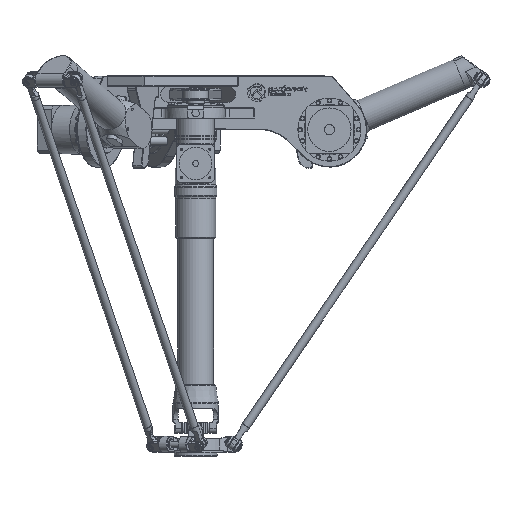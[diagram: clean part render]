
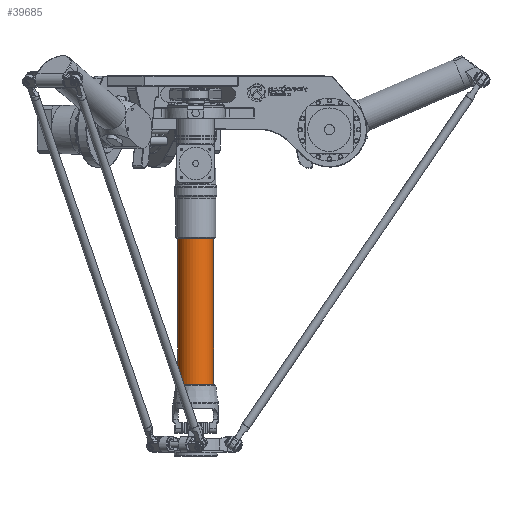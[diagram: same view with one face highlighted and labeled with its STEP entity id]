
A CAD part, front view. The second image highlights one B-rep face of the part: STEP entity #39685.
In plain terms, the highlighted cylindrical face has radius 33.5 mm (diameter 67 mm), a full revolution.
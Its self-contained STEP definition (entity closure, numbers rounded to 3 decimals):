
#1752=FACE_BOUND('',#7998,.T.);
#4993=FACE_OUTER_BOUND('',#7997,.T.);
#7997=EDGE_LOOP('',(#33754));
#7998=EDGE_LOOP('',(#33755));
#9987=CIRCLE('',#43556,33.5);
#10021=CIRCLE('',#43639,33.5);
#19328=VERTEX_POINT('',#72990);
#19398=VERTEX_POINT('',#73327);
#24194=EDGE_CURVE('',#19328,#19328,#9987,.T.);
#24298=EDGE_CURVE('',#19398,#19398,#10021,.T.);
#33754=ORIENTED_EDGE('',*,*,#24194,.F.);
#33755=ORIENTED_EDGE('',*,*,#24298,.T.);
#36929=CYLINDRICAL_SURFACE('',#43652,33.5);
#39685=ADVANCED_FACE('',(#4993,#1752),#36929,.T.);
#43556=AXIS2_PLACEMENT_3D('',#72991,#53186,#53187);
#43639=AXIS2_PLACEMENT_3D('',#73328,#53404,#53405);
#43652=AXIS2_PLACEMENT_3D('',#73345,#53430,#53431);
#53186=DIRECTION('center_axis',(0.,-1.,0.));
#53187=DIRECTION('ref_axis',(1.,0.,0.));
#53404=DIRECTION('center_axis',(0.,-1.,0.));
#53405=DIRECTION('ref_axis',(1.,0.,0.));
#53430=DIRECTION('center_axis',(0.,-1.,0.));
#53431=DIRECTION('ref_axis',(1.,0.,0.));
#72990=CARTESIAN_POINT('',(33.5,0.,0.));
#72991=CARTESIAN_POINT('Origin',(0.,0.,0.));
#73327=CARTESIAN_POINT('',(33.5,272.57,0.));
#73328=CARTESIAN_POINT('Origin',(0.,272.57,0.));
#73345=CARTESIAN_POINT('Origin',(0.,136.285,0.));
